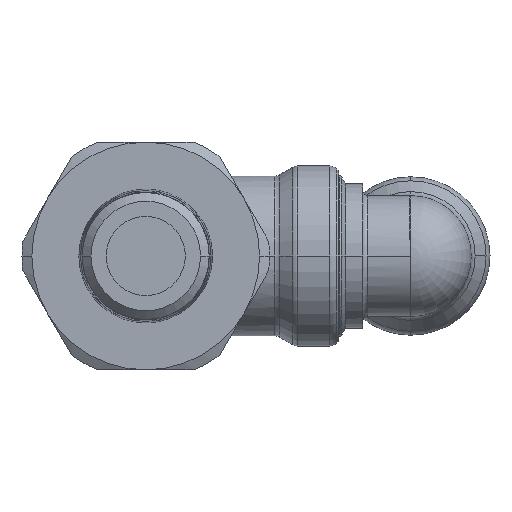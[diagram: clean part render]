
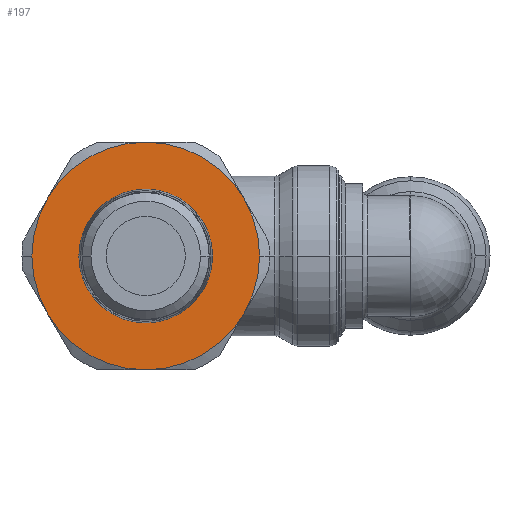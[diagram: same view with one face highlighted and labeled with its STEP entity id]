
A CAD part, front view. The second image highlights one B-rep face of the part: STEP entity #197.
In plain terms, the highlighted planar face has unit normal (0, -1, 0).
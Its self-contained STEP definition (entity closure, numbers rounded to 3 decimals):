
#197=ADVANCED_FACE('',(#531,#532),#533,.T.);
#531=FACE_BOUND('',#896,.T.);
#532=FACE_OUTER_BOUND('',#897,.T.);
#533=PLANE('',#898);
#896=EDGE_LOOP('',(#2190,#2191));
#897=EDGE_LOOP('',(#2192,#2193,#2194,#2195,#2196,#2197,#2198,#2199,#2200,#2201,#2202,#2203,#2204,#2205));
#898=AXIS2_PLACEMENT_3D('',#2206,#2207,#2208);
#2190=ORIENTED_EDGE('',*,*,#2663,.T.);
#2191=ORIENTED_EDGE('',*,*,#2683,.T.);
#2192=ORIENTED_EDGE('',*,*,#2799,.F.);
#2193=ORIENTED_EDGE('',*,*,#2476,.F.);
#2194=ORIENTED_EDGE('',*,*,#2823,.F.);
#2195=ORIENTED_EDGE('',*,*,#2771,.F.);
#2196=ORIENTED_EDGE('',*,*,#2821,.F.);
#2197=ORIENTED_EDGE('',*,*,#2779,.F.);
#2198=ORIENTED_EDGE('',*,*,#2819,.F.);
#2199=ORIENTED_EDGE('',*,*,#2787,.F.);
#2200=ORIENTED_EDGE('',*,*,#2818,.F.);
#2201=ORIENTED_EDGE('',*,*,#2481,.F.);
#2202=ORIENTED_EDGE('',*,*,#2789,.F.);
#2203=ORIENTED_EDGE('',*,*,#2820,.F.);
#2204=ORIENTED_EDGE('',*,*,#2793,.F.);
#2205=ORIENTED_EDGE('',*,*,#2822,.F.);
#2206=CARTESIAN_POINT('',(-5.75,0.,0.0));
#2207=DIRECTION('',(0.,-1.0,0.0));
#2208=DIRECTION('',(1.0,0.,0.0));
#2476=EDGE_CURVE('',#3045,#3047,#3048,.T.);
#2481=EDGE_CURVE('',#3055,#3051,#3057,.T.);
#2663=EDGE_CURVE('',#3377,#3381,#3383,.T.);
#2683=EDGE_CURVE('',#3381,#3377,#3415,.T.);
#2771=EDGE_CURVE('',#3534,#3521,#3536,.T.);
#2779=EDGE_CURVE('',#3550,#3537,#3552,.T.);
#2787=EDGE_CURVE('',#3566,#3553,#3568,.T.);
#2789=EDGE_CURVE('',#3570,#3055,#3572,.T.);
#2793=EDGE_CURVE('',#3577,#3579,#3580,.T.);
#2799=EDGE_CURVE('',#3047,#3589,#3590,.T.);
#2818=EDGE_CURVE('',#3051,#3566,#3611,.T.);
#2819=EDGE_CURVE('',#3553,#3550,#3612,.T.);
#2820=EDGE_CURVE('',#3579,#3570,#3613,.T.);
#2821=EDGE_CURVE('',#3537,#3534,#3614,.T.);
#2822=EDGE_CURVE('',#3589,#3577,#3615,.T.);
#2823=EDGE_CURVE('',#3521,#3045,#3616,.T.);
#3045=VERTEX_POINT('',#3922);
#3047=VERTEX_POINT('',#3925);
#3048=CIRCLE('',#3926,11.5);
#3051=VERTEX_POINT('',#3938);
#3055=VERTEX_POINT('',#3943);
#3057=CIRCLE('',#3954,11.5);
#3377=VERTEX_POINT('',#4610);
#3381=VERTEX_POINT('',#4615);
#3383=CIRCLE('',#4618,6.76);
#3415=CIRCLE('',#4656,6.76);
#3521=VERTEX_POINT('',#4922);
#3534=VERTEX_POINT('',#4973);
#3536=LINE('',#4984,#4985);
#3537=VERTEX_POINT('',#4986);
#3550=VERTEX_POINT('',#5037);
#3552=LINE('',#5048,#5049);
#3553=VERTEX_POINT('',#5050);
#3566=VERTEX_POINT('',#5101);
#3568=LINE('',#5112,#5113);
#3570=VERTEX_POINT('',#5115);
#3572=LINE('',#5126,#5127);
#3577=VERTEX_POINT('',#5142);
#3579=VERTEX_POINT('',#5153);
#3580=LINE('',#5154,#5155);
#3589=VERTEX_POINT('',#5193);
#3590=LINE('',#5194,#5195);
#3611=CIRCLE('',#5235,11.5);
#3612=CIRCLE('',#5236,11.5);
#3613=CIRCLE('',#5237,11.5);
#3614=CIRCLE('',#5238,11.5);
#3615=CIRCLE('',#5239,11.5);
#3616=CIRCLE('',#5240,11.5);
#3922=CARTESIAN_POINT('',(-11.5,0.0,0.));
#3925=CARTESIAN_POINT('',(-9.965,0.0,5.74));
#3926=AXIS2_PLACEMENT_3D('',#5498,#5499,#5500);
#3938=CARTESIAN_POINT('',(11.5,0.0,0.));
#3943=CARTESIAN_POINT('',(9.965,0.0,5.74));
#3954=AXIS2_PLACEMENT_3D('',#5505,#5506,#5507);
#4610=CARTESIAN_POINT('',(6.76,0.0,0.0));
#4615=CARTESIAN_POINT('',(-6.76,0.,0.));
#4618=AXIS2_PLACEMENT_3D('',#5887,#5888,#5889);
#4656=AXIS2_PLACEMENT_3D('',#5935,#5936,#5937);
#4922=CARTESIAN_POINT('',(-9.965,0.0,-5.74));
#4973=CARTESIAN_POINT('',(-9.953,0.0,-5.76));
#4984=CARTESIAN_POINT('',(-10.678,0.,-4.505));
#4985=VECTOR('',#6118,1.0);
#4986=CARTESIAN_POINT('',(-0.012,0.0,-11.5));
#5037=CARTESIAN_POINT('',(0.012,0.0,-11.5));
#5048=CARTESIAN_POINT('',(-2.875,0.0,-11.5));
#5049=VECTOR('',#6121,1.0);
#5050=CARTESIAN_POINT('',(9.953,0.0,-5.76));
#5101=CARTESIAN_POINT('',(9.965,0.0,-5.74));
#5112=CARTESIAN_POINT('',(9.241,0.,-6.995));
#5113=VECTOR('',#6124,1.0);
#5115=CARTESIAN_POINT('',(9.953,0.0,5.76));
#5126=CARTESIAN_POINT('',(9.241,0.0,6.995));
#5127=VECTOR('',#6125,1.0);
#5142=CARTESIAN_POINT('',(-0.012,0.0,11.5));
#5153=CARTESIAN_POINT('',(0.012,0.0,11.5));
#5154=CARTESIAN_POINT('',(-2.875,0.0,11.5));
#5155=VECTOR('',#6127,1.0);
#5193=CARTESIAN_POINT('',(-9.953,0.0,5.76));
#5194=CARTESIAN_POINT('',(-10.678,0.0,4.505));
#5195=VECTOR('',#6130,1.0);
#5235=AXIS2_PLACEMENT_3D('',#6177,#6178,#6179);
#5236=AXIS2_PLACEMENT_3D('',#6180,#6181,#6182);
#5237=AXIS2_PLACEMENT_3D('',#6183,#6184,#6185);
#5238=AXIS2_PLACEMENT_3D('',#6186,#6187,#6188);
#5239=AXIS2_PLACEMENT_3D('',#6189,#6190,#6191);
#5240=AXIS2_PLACEMENT_3D('',#6192,#6193,#6194);
#5498=CARTESIAN_POINT('',(0.0,0.0,0.0));
#5499=DIRECTION('',(0.0,1.0,0.0));
#5500=DIRECTION('',(-1.0,0.0,0.0));
#5505=CARTESIAN_POINT('',(0.0,0.0,0.0));
#5506=DIRECTION('',(0.0,1.0,0.0));
#5507=DIRECTION('',(-1.0,0.0,0.0));
#5887=CARTESIAN_POINT('',(0.0,0.,0.0));
#5888=DIRECTION('',(0.,1.0,0.0));
#5889=DIRECTION('',(1.0,0.,0.0));
#5935=CARTESIAN_POINT('',(0.0,0.,0.0));
#5936=DIRECTION('',(0.,1.0,0.0));
#5937=DIRECTION('',(1.0,0.,0.0));
#6118=DIRECTION('',(-0.5,0.,0.866));
#6121=DIRECTION('',(-1.0,0.,0.0));
#6124=DIRECTION('',(-0.5,0.,-0.866));
#6125=DIRECTION('',(0.5,0.,-0.866));
#6127=DIRECTION('',(1.0,0.,0.));
#6130=DIRECTION('',(0.5,0.,0.866));
#6177=CARTESIAN_POINT('',(0.0,0.0,0.0));
#6178=DIRECTION('',(0.0,1.0,0.0));
#6179=DIRECTION('',(-1.0,0.0,0.0));
#6180=CARTESIAN_POINT('',(0.0,0.0,0.0));
#6181=DIRECTION('',(0.0,1.0,0.0));
#6182=DIRECTION('',(-1.0,0.0,0.0));
#6183=CARTESIAN_POINT('',(0.0,0.0,0.0));
#6184=DIRECTION('',(0.0,1.0,0.0));
#6185=DIRECTION('',(-1.0,0.0,0.0));
#6186=CARTESIAN_POINT('',(0.0,0.0,0.0));
#6187=DIRECTION('',(0.0,1.0,0.0));
#6188=DIRECTION('',(-1.0,0.0,0.0));
#6189=CARTESIAN_POINT('',(0.0,0.0,0.0));
#6190=DIRECTION('',(0.0,1.0,0.0));
#6191=DIRECTION('',(-1.0,0.0,0.0));
#6192=CARTESIAN_POINT('',(0.0,0.0,0.0));
#6193=DIRECTION('',(0.0,1.0,0.0));
#6194=DIRECTION('',(-1.0,0.0,0.0));
